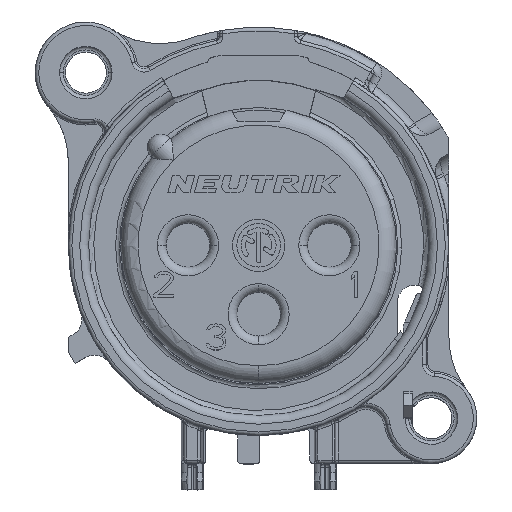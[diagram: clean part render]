
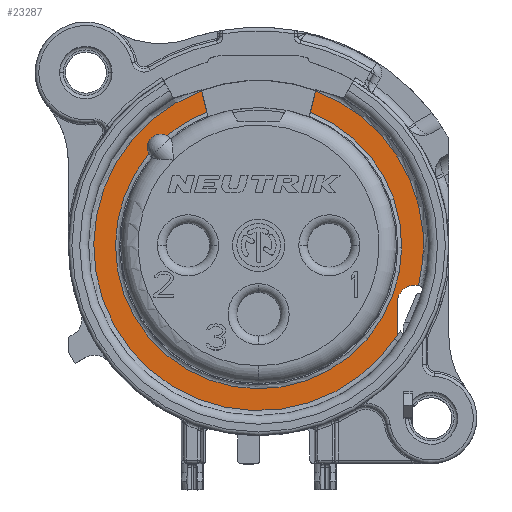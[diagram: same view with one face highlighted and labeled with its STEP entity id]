
A CAD part, top view. The second image highlights one B-rep face of the part: STEP entity #23287.
In plain terms, the highlighted planar face has unit normal (0, 0, 1).
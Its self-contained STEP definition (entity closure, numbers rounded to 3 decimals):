
#451=CARTESIAN_POINT('',(0.,0.,-4.8));
#452=DIRECTION('',(0.,0.,1.));
#453=DIRECTION('',(-0.346,0.938,0.));
#454=AXIS2_PLACEMENT_3D('',#451,#452,#453);
#465=CARTESIAN_POINT('',(7.94,-5.124,-4.8));
#624=CARTESIAN_POINT('',(0.,0.,-4.8));
#625=DIRECTION('',(0.,0.,-1.));
#626=DIRECTION('',(-0.643,0.766,0.));
#627=AXIS2_PLACEMENT_3D('',#624,#625,#626);
#646=DIRECTION('',(0.24,-0.971,0.));
#647=VECTOR('',#646,1.259);
#648=CARTESIAN_POINT('',(-3.267,8.867,-4.8));
#649=LINE('',#648,#647);
#650=CARTESIAN_POINT('',(-5.621,5.621,-4.8));
#651=DIRECTION('',(0.,0.,-1.));
#652=DIRECTION('',(-0.882,-0.47,0.));
#653=AXIS2_PLACEMENT_3D('',#650,#651,#652);
#655=CARTESIAN_POINT('',(0.,0.,-4.8));
#656=DIRECTION('',(0.,0.,1.));
#657=DIRECTION('',(-0.766,0.643,0.));
#658=AXIS2_PLACEMENT_3D('',#655,#656,#657);
#660=DIRECTION('',(-0.24,-0.971,0.));
#661=VECTOR('',#660,1.259);
#662=CARTESIAN_POINT('',(3.267,8.867,-4.8));
#663=LINE('',#662,#661);
#664=CARTESIAN_POINT('',(0.,0.,-4.8));
#665=DIRECTION('',(0.,0.,-1.));
#666=DIRECTION('',(0.346,0.938,0.));
#667=AXIS2_PLACEMENT_3D('',#664,#665,#666);
#669=CARTESIAN_POINT('',(7.94,-3.285,-4.8));
#670=CARTESIAN_POINT('',(7.94,-3.178,-4.8));
#671=CARTESIAN_POINT('',(7.97,-3.002,-4.8));
#672=CARTESIAN_POINT('',(8.084,-2.722,-4.8));
#673=CARTESIAN_POINT('',(8.301,-2.466,-4.8));
#674=CARTESIAN_POINT('',(8.593,-2.307,-4.8));
#675=CARTESIAN_POINT('',(8.888,-2.257,-4.8));
#676=CARTESIAN_POINT('',(9.064,-2.268,-4.8));
#677=CARTESIAN_POINT('',(9.167,-2.294,-4.8));
#679=DIRECTION('',(0.,1.,0.));
#680=VECTOR('',#679,1.839);
#681=CARTESIAN_POINT('',(7.94,-5.124,-4.8));
#682=LINE('',#681,#680);
#18262=CARTESIAN_POINT('',(-6.283,5.269,-4.8));
#18263=CARTESIAN_POINT('',(-5.269,6.283,-4.8));
#18264=VERTEX_POINT('',#18262);
#18265=VERTEX_POINT('',#18263);
#20667=VERTEX_POINT('',#465);
#20826=CARTESIAN_POINT('',(7.94,-3.285,-4.8));
#20828=VERTEX_POINT('',#20826);
#20834=VERTEX_POINT('',#677);
#22515=CARTESIAN_POINT('',(-3.267,8.867,-4.8));
#22516=CARTESIAN_POINT('',(-2.965,7.645,-4.8));
#22517=VERTEX_POINT('',#22515);
#22518=VERTEX_POINT('',#22516);
#22519=CARTESIAN_POINT('',(3.267,8.867,-4.8));
#22520=CARTESIAN_POINT('',(2.965,7.645,-4.8));
#22521=VERTEX_POINT('',#22519);
#22522=VERTEX_POINT('',#22520);
#23269=CARTESIAN_POINT('',(0.,0.,-4.8));
#23270=DIRECTION('',(0.,0.,1.));
#23271=DIRECTION('',(0.,-1.,0.));
#23272=AXIS2_PLACEMENT_3D('',#23269,#23270,#23271);
#23273=PLANE('',#23272);
#23274=ORIENTED_EDGE('',*,*,#23166,.T.);
#23275=ORIENTED_EDGE('',*,*,#23240,.F.);
#23277=ORIENTED_EDGE('',*,*,#23276,.F.);
#23278=ORIENTED_EDGE('',*,*,#23218,.T.);
#23279=ORIENTED_EDGE('',*,*,#22761,.F.);
#23280=ORIENTED_EDGE('',*,*,#23151,.T.);
#23282=ORIENTED_EDGE('',*,*,#23281,.F.);
#23283=ORIENTED_EDGE('',*,*,#23075,.F.);
#23284=ORIENTED_EDGE('',*,*,#23130,.F.);
#23285=EDGE_LOOP('',(#23274,#23275,#23277,#23278,#23279,#23280,#23282,#23283,
#23284));
#23286=FACE_OUTER_BOUND('',#23285,.F.);
#23287=ADVANCED_FACE('',(#23286),#23273,.T.);
#455=CIRCLE('',#454,9.45);
#628=CIRCLE('',#627,8.2);
#654=CIRCLE('',#653,0.75);
#659=CIRCLE('',#658,8.2);
#668=CIRCLE('',#667,9.45);
#678=B_SPLINE_CURVE_WITH_KNOTS('',3,(#669,#670,#671,#672,#673,#674,#675,#676,
#677),.UNSPECIFIED.,.F.,.F.,(4,1,1,1,1,1,4),(0.,0.125,0.25,0.5,0.75,
0.875,1.),.UNSPECIFIED.);
#22761=EDGE_CURVE('',#22521,#22522,#663,.T.);
#23075=EDGE_CURVE('',#20667,#20828,#682,.T.);
#23130=EDGE_CURVE('',#22517,#20667,#455,.T.);
#23151=EDGE_CURVE('',#22521,#20834,#668,.T.);
#23166=EDGE_CURVE('',#22517,#22518,#649,.T.);
#23218=EDGE_CURVE('',#18264,#22522,#659,.T.);
#23240=EDGE_CURVE('',#18265,#22518,#628,.T.);
#23276=EDGE_CURVE('',#18264,#18265,#654,.T.);
#23281=EDGE_CURVE('',#20828,#20834,#678,.T.);
